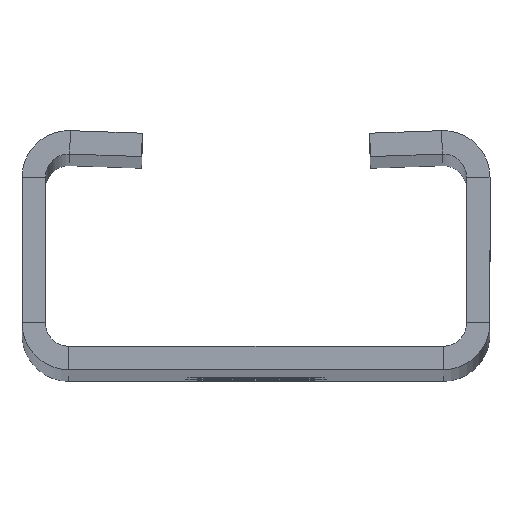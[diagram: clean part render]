
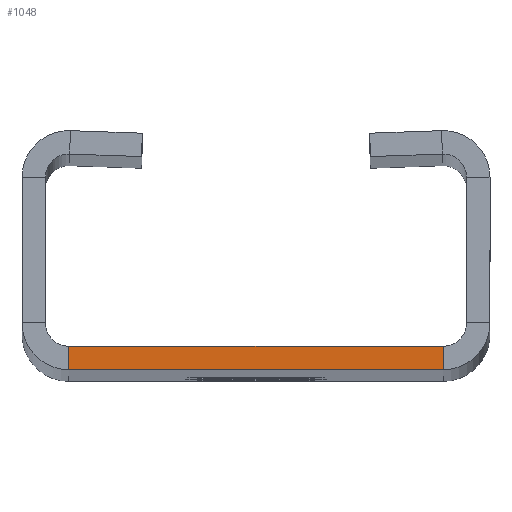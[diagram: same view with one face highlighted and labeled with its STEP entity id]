
A CAD part, top view. The second image highlights one B-rep face of the part: STEP entity #1048.
In plain terms, the highlighted planar face has unit normal (0, 0, 1).
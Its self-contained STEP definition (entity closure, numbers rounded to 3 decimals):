
#7 = AXIS2_PLACEMENT_3D ( 'NONE', #725, #1585, #2442 ) ;
#21 = ORIENTED_EDGE ( 'NONE', *, *, #2598, .T. ) ;
#54 = EDGE_CURVE ( 'NONE', #1895, #1495, #1288, .T. ) ;
#61 = CARTESIAN_POINT ( 'NONE',  ( 14., 1.75, 500. ) ) ;
#535 = EDGE_LOOP ( 'NONE', ( #2046, #21, #608, #1599 ) ) ;
#551 = VERTEX_POINT ( 'NONE', #61 ) ;
#584 = VECTOR ( 'NONE', #1634, 1000. ) ;
#600 = LINE ( 'NONE', #1422, #1531 ) ;
#608 = ORIENTED_EDGE ( 'NONE', *, *, #1631, .T. ) ;
#630 = DIRECTION ( 'NONE',  ( -1., 0., 0. ) ) ;
#636 = CARTESIAN_POINT ( 'NONE',  ( -14., 1.75, 500. ) ) ;
#725 = CARTESIAN_POINT ( 'NONE',  ( 15.75, 3.5, 500. ) ) ;
#791 = VECTOR ( 'NONE', #2427, 1000. ) ;
#870 = VERTEX_POINT ( 'NONE', #636 ) ;
#1048 = ADVANCED_FACE ( 'NONE', ( #2646 ), #1945, .T. ) ;
#1288 = LINE ( 'NONE', #2187, #791 ) ;
#1361 = CARTESIAN_POINT ( 'NONE',  ( -14., 0., 500. ) ) ;
#1422 = CARTESIAN_POINT ( 'NONE',  ( -17.5, 1.75, 500. ) ) ;
#1452 = CARTESIAN_POINT ( 'NONE',  ( 14., 0., 500. ) ) ;
#1495 = VERTEX_POINT ( 'NONE', #1361 ) ;
#1531 = VECTOR ( 'NONE', #630, 1000. ) ;
#1538 = EDGE_CURVE ( 'NONE', #870, #1495, #1826, .T. ) ;
#1585 = DIRECTION ( 'NONE',  ( 0., 0., 1. ) ) ;
#1599 = ORIENTED_EDGE ( 'NONE', *, *, #1538, .T. ) ;
#1631 = EDGE_CURVE ( 'NONE', #551, #870, #600, .T. ) ;
#1634 = DIRECTION ( 'NONE',  ( 0., -1., 0. ) ) ;
#1826 = LINE ( 'NONE', #2235, #584 ) ;
#1832 = LINE ( 'NONE', #1452, #2661 ) ;
#1845 = CARTESIAN_POINT ( 'NONE',  ( 14., 0., 500. ) ) ;
#1873 = DIRECTION ( 'NONE',  ( 0., 1., 0. ) ) ;
#1895 = VERTEX_POINT ( 'NONE', #1845 ) ;
#1945 = PLANE ( 'NONE',  #7 ) ;
#2046 = ORIENTED_EDGE ( 'NONE', *, *, #54, .F. ) ;
#2187 = CARTESIAN_POINT ( 'NONE',  ( -17.5, 0., 500. ) ) ;
#2235 = CARTESIAN_POINT ( 'NONE',  ( -14., 1.75, 500. ) ) ;
#2427 = DIRECTION ( 'NONE',  ( -1., 0., 0. ) ) ;
#2442 = DIRECTION ( 'NONE',  ( 1., 0., 0. ) ) ;
#2598 = EDGE_CURVE ( 'NONE', #1895, #551, #1832, .T. ) ;
#2646 = FACE_OUTER_BOUND ( 'NONE', #535, .T. ) ;
#2661 = VECTOR ( 'NONE', #1873, 1000. ) ;
